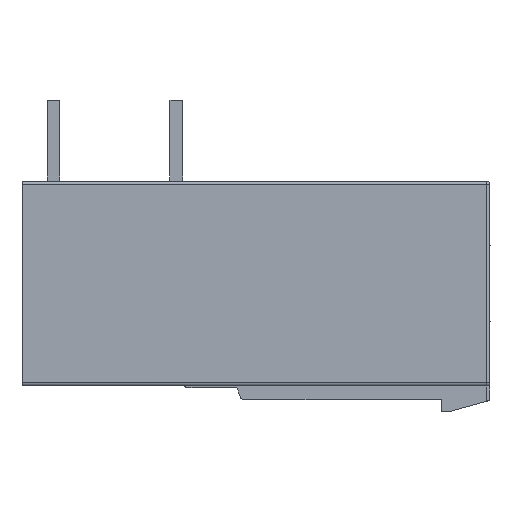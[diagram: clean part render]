
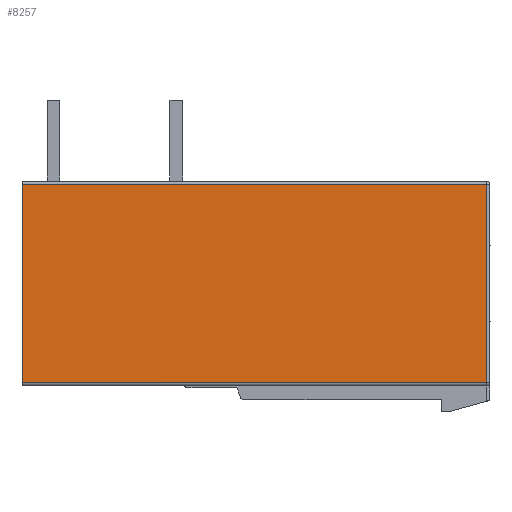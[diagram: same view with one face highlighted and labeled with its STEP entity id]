
A CAD part, front view. The second image highlights one B-rep face of the part: STEP entity #8257.
In plain terms, the highlighted planar face has unit normal (0, -1, 0).
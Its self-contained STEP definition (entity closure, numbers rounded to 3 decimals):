
#2604=DIRECTION('',(1.,0.,0.));
#2605=VECTOR('',#2604,28.8);
#2606=CARTESIAN_POINT('',(-11.15,-7.62,6.756));
#2607=LINE('',#2606,#2605);
#2608=DIRECTION('',(0.,0.,-1.));
#2609=VECTOR('',#2608,12.3);
#2610=CARTESIAN_POINT('',(17.65,-7.62,6.756));
#2611=LINE('',#2610,#2609);
#2612=DIRECTION('',(1.,0.,0.));
#2613=VECTOR('',#2612,28.8);
#2614=CARTESIAN_POINT('',(-11.15,-7.62,-5.544));
#2615=LINE('',#2614,#2613);
#2795=DIRECTION('',(0.,0.,1.));
#2796=VECTOR('',#2795,12.3);
#2797=CARTESIAN_POINT('',(-11.15,-7.62,-5.544));
#2798=LINE('',#2797,#2796);
#4718=CARTESIAN_POINT('',(-11.15,-7.62,-5.544));
#4719=VERTEX_POINT('',#4718);
#4726=CARTESIAN_POINT('',(-11.15,-7.62,6.756));
#4727=CARTESIAN_POINT('',(17.65,-7.62,6.756));
#4728=VERTEX_POINT('',#4726);
#4729=VERTEX_POINT('',#4727);
#4730=CARTESIAN_POINT('',(17.65,-7.62,-5.544));
#4731=VERTEX_POINT('',#4730);
#8244=CARTESIAN_POINT('',(17.85,-7.62,-5.744));
#8245=DIRECTION('',(0.,1.,0.));
#8246=DIRECTION('',(0.,0.,1.));
#8247=AXIS2_PLACEMENT_3D('',#8244,#8245,#8246);
#8248=PLANE('',#8247);
#8249=ORIENTED_EDGE('',*,*,#8212,.T.);
#8250=ORIENTED_EDGE('',*,*,#8235,.T.);
#8252=ORIENTED_EDGE('',*,*,#8251,.F.);
#8254=ORIENTED_EDGE('',*,*,#8253,.T.);
#8255=EDGE_LOOP('',(#8249,#8250,#8252,#8254));
#8256=FACE_OUTER_BOUND('',#8255,.F.);
#8257=ADVANCED_FACE('',(#8256),#8248,.F.);
#8212=EDGE_CURVE('',#4728,#4729,#2607,.T.);
#8235=EDGE_CURVE('',#4729,#4731,#2611,.T.);
#8251=EDGE_CURVE('',#4719,#4731,#2615,.T.);
#8253=EDGE_CURVE('',#4719,#4728,#2798,.T.);
